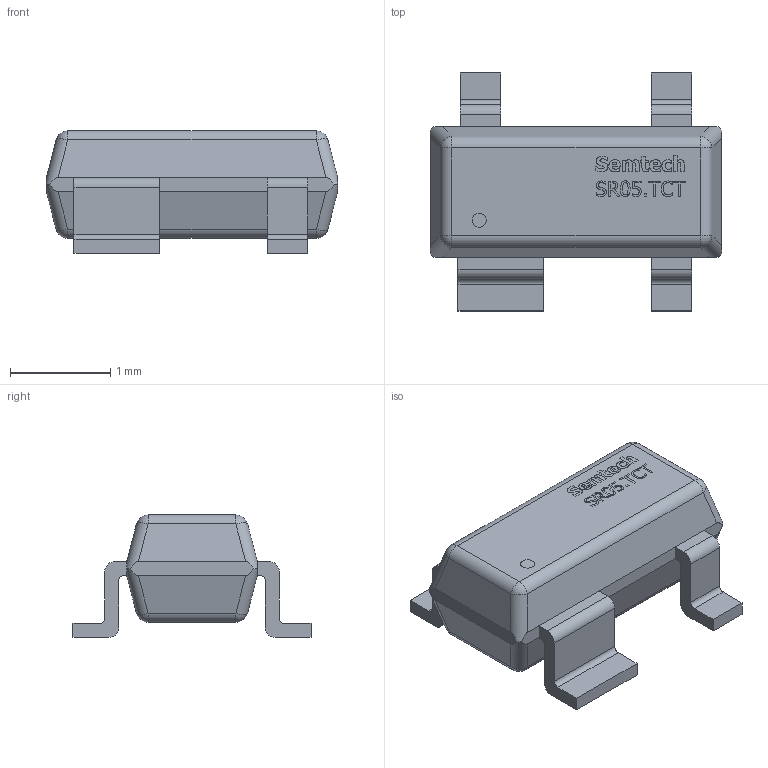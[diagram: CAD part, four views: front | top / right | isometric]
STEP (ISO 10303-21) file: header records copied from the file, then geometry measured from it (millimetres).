
FILE_DESCRIPTION( ( '' ), ' ' );
FILE_NAME( '5c125010a4dddf152b8f5946.step', '2018-12-13T12:26:56', ( '' ), ( '' ), ' ', ' ', ' ' );
FILE_SCHEMA( ( 'AUTOMOTIVE_DESIGN { 1 0 10303 214 1 1 1 1 }' ) );
Length unit declared in the file: metre
Products named in the file (19): Open CASCADE STEP translator 6.8 3; Open CASCADE STEP translator 6.8 2; Open CASCADE STEP translator 6.8 1
Bounding box: 2.9 x 2.37 x 1.22 mm (x, y, z)
Volume: 4.1 mm3; surface area: 24.6 mm2
Topology: 19 solids, 19 shells, 351 faces, 915 edges, 602 vertices
Faces by surface type: plane 175, cylinder 103, extrusion 59, sphere 8, bspline 6
Full cylindrical faces by diameter (mm): 0.142 x1
Entity records: 18987 total; most frequent: CARTESIAN_POINT 3017, ORIENTED_EDGE 1828, DIRECTION 1588, STYLED_ITEM 1265, PRESENTATION_STYLE_ASSIGNMENT 1265, COLOUR_RGB 1265, EDGE_CURVE 914, CURVE_STYLE 914
